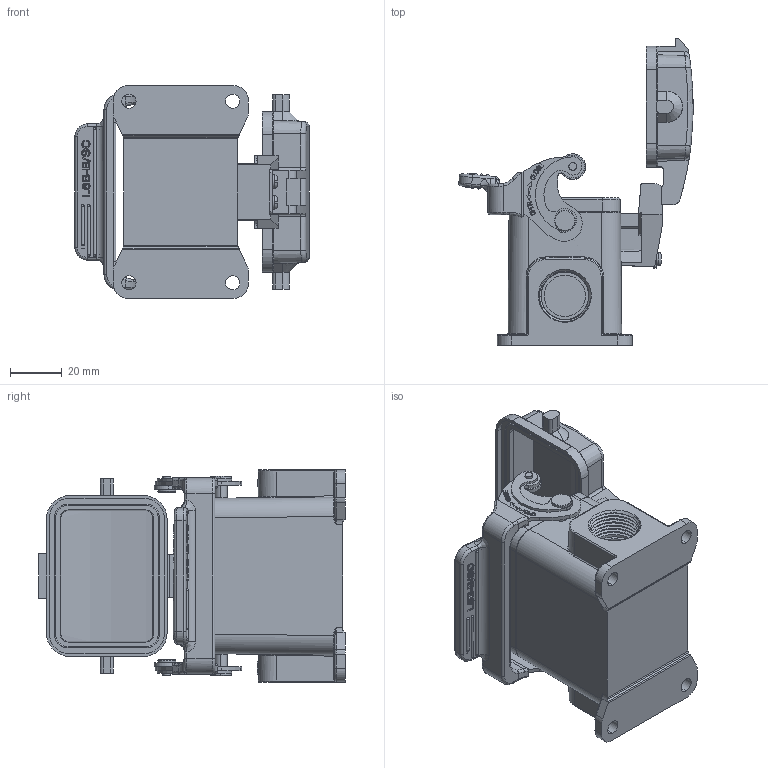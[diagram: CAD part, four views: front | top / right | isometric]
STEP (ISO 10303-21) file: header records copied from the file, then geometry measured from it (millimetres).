
FILE_DESCRIPTION(/* description */ (''),/* implementation_level */ '2;1');
FILE_NAME(/* name */ '装配6.stp',/* time_stamp */ '2023-08-31T15:27:27+08:00',/* author */ (''),/* organization */ (''),/* preprocessor_version */ 'ST-DEVELOPER v18.1',/* originating_system */ 'SIEMENS PLM Software NX 1980',/* authorisation */ '');
FILE_SCHEMA (('AUTOMOTIVE_DESIGN { 1 0 10303 214 3 1 1 1 }'));
Products named in the file (1): 14591C444B2F8c28
Bounding box: 90.34 x 118.24 x 82 mm (x, y, z)
Volume: 100883.2 mm3; surface area: 68259.7 mm2
Topology: 19 solids, 43 shells, 1915 faces, 5160 edges, 3349 vertices
Faces by surface type: cylinder 860, plane 724, torus 145, cone 63, sphere 44, bspline 43, extrusion 34, revolution 2
Full cylindrical faces by diameter (mm): 3 x5, 4 x2, 15.9 x1, 20.8 x1
Entity records: 86259 total; most frequent: CARTESIAN_POINT 40060, ORIENTED_EDGE 10076, DIRECTION 8337, EDGE_CURVE 5078, VERTEX_POINT 3339, AXIS2_PLACEMENT_3D 3036, VECTOR 2263, LINE 2229
